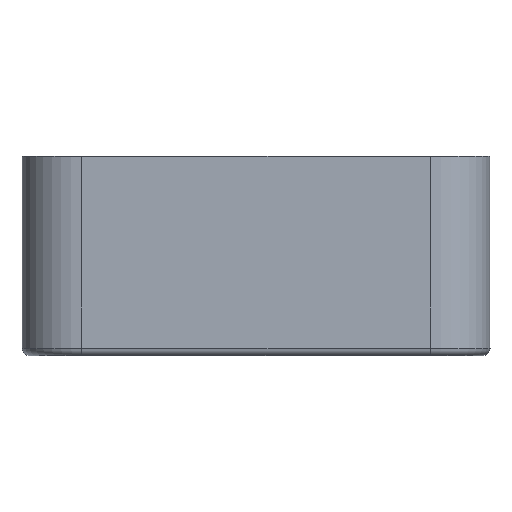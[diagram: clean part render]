
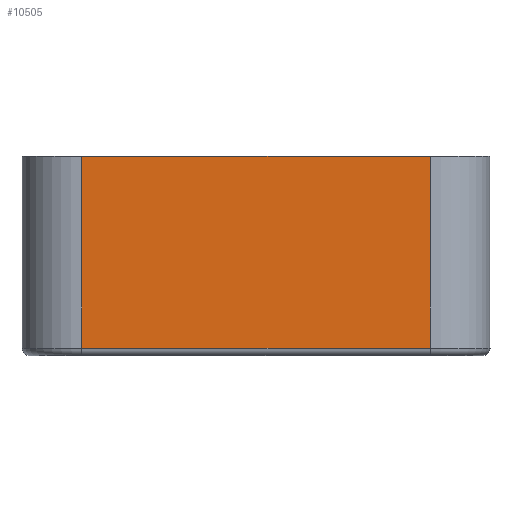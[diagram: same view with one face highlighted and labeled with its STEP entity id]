
A CAD part, left-side view. The second image highlights one B-rep face of the part: STEP entity #10505.
In plain terms, the highlighted planar face has unit normal (-1, 0, 0).
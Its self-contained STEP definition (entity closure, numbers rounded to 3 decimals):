
#893=FACE_OUTER_BOUND('',#1611,.T.);
#1611=EDGE_LOOP('',(#7082,#7083,#7084,#7085));
#3225=LINE('',#16364,#3800);
#3249=LINE('',#16442,#3824);
#3250=LINE('',#16446,#3825);
#3251=LINE('',#16447,#3826);
#3800=VECTOR('',#12752,10.);
#3824=VECTOR('',#12820,10.);
#3825=VECTOR('',#12825,10.);
#3826=VECTOR('',#12826,10.);
#4376=VERTEX_POINT('',#16361);
#4377=VERTEX_POINT('',#16363);
#4409=VERTEX_POINT('',#16441);
#4410=VERTEX_POINT('',#16445);
#5344=EDGE_CURVE('',#4377,#4376,#3225,.T.);
#5383=EDGE_CURVE('',#4409,#4377,#3249,.T.);
#5385=EDGE_CURVE('',#4410,#4376,#3250,.T.);
#5386=EDGE_CURVE('',#4409,#4410,#3251,.T.);
#7082=ORIENTED_EDGE('',*,*,#5344,.T.);
#7083=ORIENTED_EDGE('',*,*,#5385,.F.);
#7084=ORIENTED_EDGE('',*,*,#5386,.F.);
#7085=ORIENTED_EDGE('',*,*,#5383,.T.);
#10401=PLANE('',#11253);
#10505=ADVANCED_FACE('',(#893),#10401,.T.);
#11253=AXIS2_PLACEMENT_3D('',#16444,#12823,#12824);
#12752=DIRECTION('',(0.,1.,0.));
#12820=DIRECTION('',(0.,0.,1.));
#12823=DIRECTION('center_axis',(-1.,0.,
0.));
#12824=DIRECTION('ref_axis',(0.,1.,0.));
#12825=DIRECTION('',(0.,0.,1.));
#12826=DIRECTION('',(0.,1.,0.));
#16361=CARTESIAN_POINT('',(26.04,45.519,18.));
#16363=CARTESIAN_POINT('',(26.032,10.555,18.));
#16364=CARTESIAN_POINT('',(26.034,19.296,18.));
#16441=CARTESIAN_POINT('',(26.032,10.555,-1.25));
#16442=CARTESIAN_POINT('',(26.032,10.555,10.));
#16444=CARTESIAN_POINT('Origin',(26.032,10.555,0.));
#16445=CARTESIAN_POINT('',(26.04,45.519,-1.25));
#16446=CARTESIAN_POINT('',(26.04,45.519,10.));
#16447=CARTESIAN_POINT('',(26.034,19.299,-1.25));
